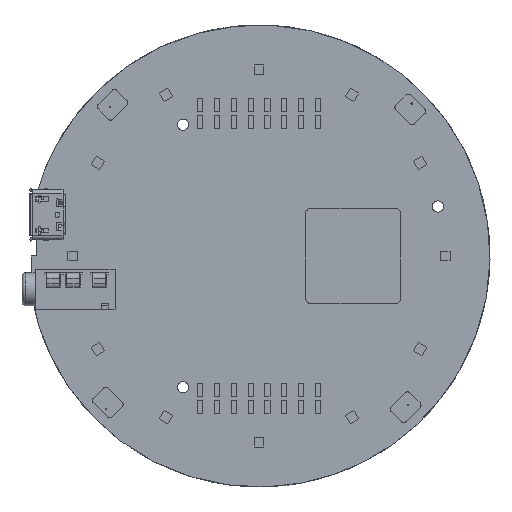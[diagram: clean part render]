
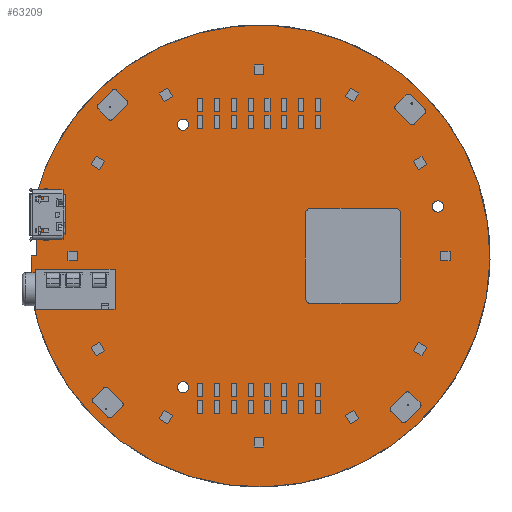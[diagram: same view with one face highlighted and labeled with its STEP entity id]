
A CAD part, front view. The second image highlights one B-rep face of the part: STEP entity #63209.
In plain terms, the highlighted free-form (B-spline) face has degree [1, 1] with [2, 2] control points.
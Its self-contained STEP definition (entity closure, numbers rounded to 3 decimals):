
#62955 = VERTEX_POINT('',#62956);
#62956 = CARTESIAN_POINT('',(-59.205,0.,
    -174.03));
#62961 = EDGE_CURVE('',#62962,#62955,#62964,.T.);
#62962 = VERTEX_POINT('',#62963);
#62963 = CARTESIAN_POINT('',(-59.205,0.,
    -163.115));
#62964 = B_SPLINE_CURVE_WITH_KNOTS('',1,(#62965,#62966),.UNSPECIFIED.,
  .F.,.F.,(2,2),(-4.75,4.75),.PIECEWISE_BEZIER_KNOTS.);
#62965 = CARTESIAN_POINT('',(-59.205,0.,
    -163.115));
#62966 = CARTESIAN_POINT('',(-59.205,0.,
    -174.03));
#62982 = VERTEX_POINT('',#62983);
#62983 = CARTESIAN_POINT('',(-34.691,0.,
    -151.165));
#63001 = EDGE_CURVE('',#62982,#62982,#63002,.T.);
#63002 = ( BOUNDED_CURVE() B_SPLINE_CURVE(2,(#63003,#63004,#63005,#63006
    ,#63007,#63008,#63009),.UNSPECIFIED.,.T.,.F.) 
B_SPLINE_CURVE_WITH_KNOTS((3,2,2,3),(3.142,5.236,
7.33,9.425),.PIECEWISE_BEZIER_KNOTS.) CURVE() 
GEOMETRIC_REPRESENTATION_ITEM() RATIONAL_B_SPLINE_CURVE((1.,0.5,1.,0.5,
1.,0.5,1.)) REPRESENTATION_ITEM('') );
#63003 = CARTESIAN_POINT('',(-34.691,0.,
    -151.165));
#63004 = CARTESIAN_POINT('',(-34.691,0.,
    -149.474));
#63005 = CARTESIAN_POINT('',(-33.226,0.,
    -150.32));
#63006 = CARTESIAN_POINT('',(-31.761,0.,
    -151.165));
#63007 = CARTESIAN_POINT('',(-33.226,0.,
    -152.011));
#63008 = CARTESIAN_POINT('',(-34.691,0.,
    -152.857));
#63009 = CARTESIAN_POINT('',(-34.691,0.,
    -151.165));
#63034 = VERTEX_POINT('',#63035);
#63035 = CARTESIAN_POINT('',(9.659,0.,
    -165.413));
#63053 = EDGE_CURVE('',#63034,#63034,#63054,.T.);
#63054 = ( BOUNDED_CURVE() B_SPLINE_CURVE(2,(#63055,#63056,#63057,#63058
    ,#63059,#63060,#63061),.UNSPECIFIED.,.T.,.F.) 
B_SPLINE_CURVE_WITH_KNOTS((3,2,2,3),(3.142,5.236,
7.33,9.425),.PIECEWISE_BEZIER_KNOTS.) CURVE() 
GEOMETRIC_REPRESENTATION_ITEM() RATIONAL_B_SPLINE_CURVE((1.,0.5,1.,0.5,
1.,0.5,1.)) REPRESENTATION_ITEM('') );
#63055 = CARTESIAN_POINT('',(9.659,0.,
    -165.413));
#63056 = CARTESIAN_POINT('',(9.659,0.,
    -163.721));
#63057 = CARTESIAN_POINT('',(11.124,0.,
    -164.567));
#63058 = CARTESIAN_POINT('',(12.589,0.,
    -165.413));
#63059 = CARTESIAN_POINT('',(11.124,0.,
    -166.258));
#63060 = CARTESIAN_POINT('',(9.659,0.,
    -167.104));
#63061 = CARTESIAN_POINT('',(9.659,0.,
    -165.413));
#63086 = VERTEX_POINT('',#63087);
#63087 = CARTESIAN_POINT('',(-34.691,0.,
    -196.894));
#63105 = EDGE_CURVE('',#63086,#63086,#63106,.T.);
#63106 = ( BOUNDED_CURVE() B_SPLINE_CURVE(2,(#63107,#63108,#63109,#63110
    ,#63111,#63112,#63113),.UNSPECIFIED.,.T.,.F.) 
B_SPLINE_CURVE_WITH_KNOTS((3,2,2,3),(3.142,5.236,
7.33,9.425),.PIECEWISE_BEZIER_KNOTS.) CURVE() 
GEOMETRIC_REPRESENTATION_ITEM() RATIONAL_B_SPLINE_CURVE((1.,0.5,1.,0.5,
1.,0.5,1.)) REPRESENTATION_ITEM('') );
#63107 = CARTESIAN_POINT('',(-34.691,0.,
    -196.894));
#63108 = CARTESIAN_POINT('',(-34.691,0.,
    -195.202));
#63109 = CARTESIAN_POINT('',(-33.226,0.,
    -196.048));
#63110 = CARTESIAN_POINT('',(-31.761,0.,
    -196.894));
#63111 = CARTESIAN_POINT('',(-33.226,0.,
    -197.74));
#63112 = CARTESIAN_POINT('',(-34.691,0.,
    -198.586));
#63113 = CARTESIAN_POINT('',(-34.691,0.,
    -196.894));
#63138 = VERTEX_POINT('',#63139);
#63139 = CARTESIAN_POINT('',(-60.14,0.,
    -174.03));
#63154 = VERTEX_POINT('',#63155);
#63155 = CARTESIAN_POINT('',(-60.14,0.,
    -180.803));
#63160 = EDGE_CURVE('',#63138,#63154,#63161,.T.);
#63161 = B_SPLINE_CURVE_WITH_KNOTS('',1,(#63162,#63163),.UNSPECIFIED.,
  .F.,.F.,(2,2),(2.947,8.842),
  .PIECEWISE_BEZIER_KNOTS.);
#63162 = CARTESIAN_POINT('',(-60.14,0.,
    -174.03));
#63163 = CARTESIAN_POINT('',(-60.14,0.,
    -180.803));
#63174 = EDGE_CURVE('',#63154,#62962,#63175,.T.);
#63175 = ( BOUNDED_CURVE() B_SPLINE_CURVE(2,(#63176,#63177,#63178,#63179
    ,#63180,#63181,#63182),.UNSPECIFIED.,.F.,.F.) 
B_SPLINE_CURVE_WITH_KNOTS((3,2,2,3),(3.311,5.257,
7.204,9.15),.PIECEWISE_BEZIER_KNOTS.) CURVE() 
GEOMETRIC_REPRESENTATION_ITEM() RATIONAL_B_SPLINE_CURVE((1.,
    0.563,1.,0.563,1.,0.563,1.)) 
REPRESENTATION_ITEM('') );
#63176 = CARTESIAN_POINT('',(-60.14,0.,
    -180.803));
#63177 = CARTESIAN_POINT('',(-50.19,0.,
    -239.04));
#63178 = CARTESIAN_POINT('',(0.339,0.,
    -208.422));
#63179 = CARTESIAN_POINT('',(50.868,0.,
    -177.803));
#63180 = CARTESIAN_POINT('',(3.849,0.,
    -142.027));
#63181 = CARTESIAN_POINT('',(-43.169,0.,
    -106.251));
#63182 = CARTESIAN_POINT('',(-59.205,0.,
    -163.115));
#63209 = ADVANCED_FACE('',(#63210,#63220,#63223,#63226),#63229,.T.);
#63210 = FACE_BOUND('',#63211,.T.);
#63211 = EDGE_LOOP('',(#63212,#63217,#63218,#63219));
#63212 = ORIENTED_EDGE('',*,*,#63213,.T.);
#63213 = EDGE_CURVE('',#62955,#63138,#63214,.T.);
#63214 = B_SPLINE_CURVE_WITH_KNOTS('',1,(#63215,#63216),.UNSPECIFIED.,
  .F.,.F.,(2,2),(16.843,17.657),
  .PIECEWISE_BEZIER_KNOTS.);
#63215 = CARTESIAN_POINT('',(-59.205,0.,
    -174.03));
#63216 = CARTESIAN_POINT('',(-60.14,0.,
    -174.03));
#63217 = ORIENTED_EDGE('',*,*,#63160,.T.);
#63218 = ORIENTED_EDGE('',*,*,#63174,.T.);
#63219 = ORIENTED_EDGE('',*,*,#62961,.T.);
#63220 = FACE_BOUND('',#63221,.T.);
#63221 = EDGE_LOOP('',(#63222));
#63222 = ORIENTED_EDGE('',*,*,#63105,.T.);
#63223 = FACE_BOUND('',#63224,.T.);
#63224 = EDGE_LOOP('',(#63225));
#63225 = ORIENTED_EDGE('',*,*,#63053,.T.);
#63226 = FACE_BOUND('',#63227,.T.);
#63227 = EDGE_LOOP('',(#63228));
#63228 = ORIENTED_EDGE('',*,*,#63001,.T.);
#63229 = B_SPLINE_SURFACE_WITH_KNOTS('',1,1,(
    (#63230,#63231)
    ,(#63232,#63233
  )),.UNSPECIFIED.,.F.,.F.,.F.,(2,2),(2,2),(-35.,34.5),(-35.,35.),
  .PIECEWISE_BEZIER_KNOTS.);
#63230 = CARTESIAN_POINT('',(19.712,0.,
    -133.816));
#63231 = CARTESIAN_POINT('',(19.712,0.,
    -214.243));
#63232 = CARTESIAN_POINT('',(-60.14,0.,
    -133.816));
#63233 = CARTESIAN_POINT('',(-60.14,0.,
    -214.243));
